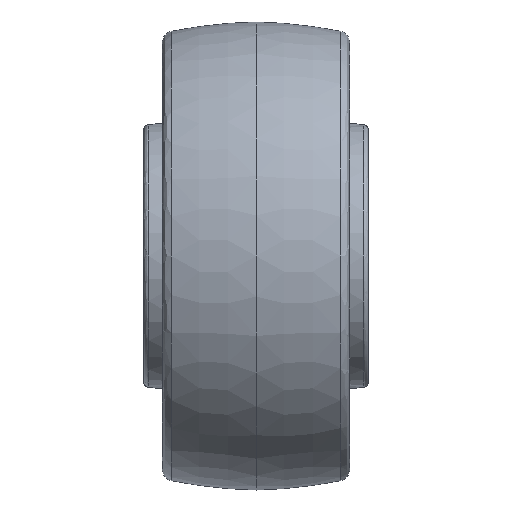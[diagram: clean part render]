
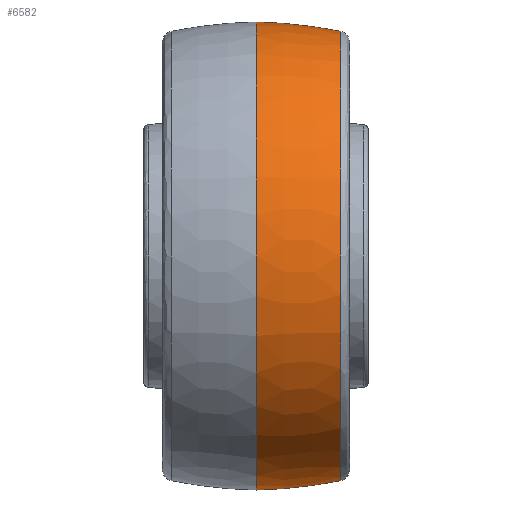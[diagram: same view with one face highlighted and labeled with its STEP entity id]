
A CAD part, front view. The second image highlights one B-rep face of the part: STEP entity #6582.
In plain terms, the highlighted toroidal (fillet/blend) face has major radius 62.478 mm and minor radius 125 mm.
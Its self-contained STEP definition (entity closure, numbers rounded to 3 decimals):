
#33 = DIRECTION ( 'NONE',  ( 0., 1., 0. ) ) ;
#204 = AXIS2_PLACEMENT_3D ( 'NONE', #4811, #7364, #1552 ) ;
#364 = CIRCLE ( 'NONE', #8282, 62.5 ) ;
#418 = DIRECTION ( 'NONE',  ( 0., -1., 0. ) ) ;
#502 = CARTESIAN_POINT ( 'NONE',  ( 0., 0., 62.5 ) ) ;
#673 = CARTESIAN_POINT ( 'NONE',  ( 22.598, 0., 0. ) ) ;
#676 = CARTESIAN_POINT ( 'NONE',  ( -2.317, 0., -62.479 ) ) ;
#1017 = CIRCLE ( 'NONE', #8248, 125. ) ;
#1279 = TOROIDAL_SURFACE ( 'NONE', #204, -62.479, 125. ) ;
#1468 = CARTESIAN_POINT ( 'NONE',  ( 0., 0., -62.5 ) ) ;
#1474 = EDGE_LOOP ( 'NONE', ( #1688, #2135, #6359, #3771 ) ) ;
#1552 = DIRECTION ( 'NONE',  ( 0., 0., 1. ) ) ;
#1688 = ORIENTED_EDGE ( 'NONE', *, *, #7000, .F. ) ;
#2135 = ORIENTED_EDGE ( 'NONE', *, *, #3547, .T. ) ;
#2359 = EDGE_CURVE ( 'NONE', #2418, #5057, #364, .T. ) ;
#2418 = VERTEX_POINT ( 'NONE', #1468 ) ;
#2486 = AXIS2_PLACEMENT_3D ( 'NONE', #5816, #33, #4044 ) ;
#2679 = VERTEX_POINT ( 'NONE', #4293 ) ;
#2766 = CIRCLE ( 'NONE', #2486, 125. ) ;
#3463 = DIRECTION ( 'NONE',  ( 0., 0., -1. ) ) ;
#3547 = EDGE_CURVE ( 'NONE', #7955, #2679, #4495, .T. ) ;
#3564 = AXIS2_PLACEMENT_3D ( 'NONE', #673, #6400, #5738 ) ;
#3771 = ORIENTED_EDGE ( 'NONE', *, *, #2359, .F. ) ;
#4044 = DIRECTION ( 'NONE',  ( 0., 0., 1. ) ) ;
#4208 = CARTESIAN_POINT ( 'NONE',  ( 22.598, 0., -60.013 ) ) ;
#4293 = CARTESIAN_POINT ( 'NONE',  ( 22.598, 0., 60.013 ) ) ;
#4495 = CIRCLE ( 'NONE', #3564, 60.013 ) ;
#4502 = DIRECTION ( 'NONE',  ( -1., 0., 0. ) ) ;
#4811 = CARTESIAN_POINT ( 'NONE',  ( -2.317, 0., 0. ) ) ;
#5057 = VERTEX_POINT ( 'NONE', #502 ) ;
#5071 = DIRECTION ( 'NONE',  ( 0., 0., 1. ) ) ;
#5738 = DIRECTION ( 'NONE',  ( 0., 0., 1. ) ) ;
#5744 = CARTESIAN_POINT ( 'NONE',  ( 0., 0., 0. ) ) ;
#5816 = CARTESIAN_POINT ( 'NONE',  ( -2.317, 0., 62.479 ) ) ;
#6055 = FACE_OUTER_BOUND ( 'NONE', #1474, .T. ) ;
#6359 = ORIENTED_EDGE ( 'NONE', *, *, #7090, .T. ) ;
#6400 = DIRECTION ( 'NONE',  ( -1., 0., 0. ) ) ;
#6582 = ADVANCED_FACE ( 'NONE', ( #6055 ), #1279, .T. ) ;
#7000 = EDGE_CURVE ( 'NONE', #7955, #2418, #2766, .T. ) ;
#7090 = EDGE_CURVE ( 'NONE', #2679, #5057, #1017, .T. ) ;
#7364 = DIRECTION ( 'NONE',  ( -1., 0., 0. ) ) ;
#7955 = VERTEX_POINT ( 'NONE', #4208 ) ;
#8248 = AXIS2_PLACEMENT_3D ( 'NONE', #676, #418, #3463 ) ;
#8282 = AXIS2_PLACEMENT_3D ( 'NONE', #5744, #4502, #5071 ) ;
